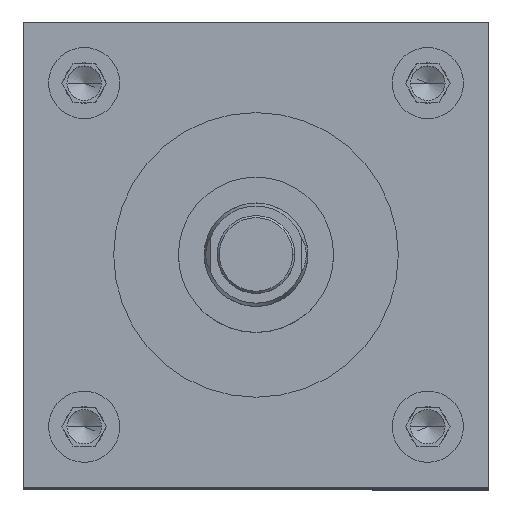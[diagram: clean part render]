
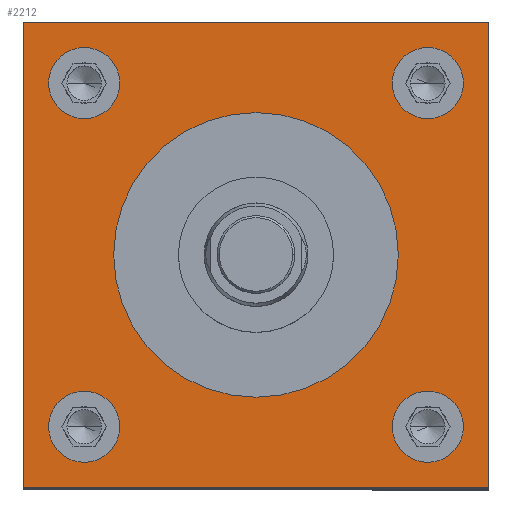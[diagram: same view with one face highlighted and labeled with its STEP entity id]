
A CAD part, top view. The second image highlights one B-rep face of the part: STEP entity #2212.
In plain terms, the highlighted planar face has unit normal (0, 0, 1).
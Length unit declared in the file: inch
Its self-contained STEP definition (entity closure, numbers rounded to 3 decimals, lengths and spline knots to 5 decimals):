
#7 = AXIS2_PLACEMENT_3D ( 'NONE', #1723, #5729, #4675 ) ;
#30 = DIRECTION ( 'NONE',  ( 1., 0., 0. ) ) ;
#124 = ORIENTED_EDGE ( 'NONE', *, *, #3661, .T. ) ;
#328 = CARTESIAN_POINT ( 'NONE',  ( 0., 0., 12.25 ) ) ;
#331 = CARTESIAN_POINT ( 'NONE',  ( -1.66, 1.66, 12.25 ) ) ;
#451 = VERTEX_POINT ( 'NONE', #5228 ) ;
#475 = CARTESIAN_POINT ( 'NONE',  ( -1.66, -1.66, 12.25 ) ) ;
#497 = CARTESIAN_POINT ( 'NONE',  ( -2.25, -2.25, 12.25 ) ) ;
#503 = CARTESIAN_POINT ( 'NONE',  ( -2.25, 2.25, 12.25 ) ) ;
#509 = CIRCLE ( 'NONE', #2615, 1.375 ) ;
#511 = DIRECTION ( 'NONE',  ( 0., 0., -1. ) ) ;
#580 = DIRECTION ( 'NONE',  ( 0., 0., 1. ) ) ;
#604 = AXIS2_PLACEMENT_3D ( 'NONE', #4835, #3012, #1071 ) ;
#627 = VECTOR ( 'NONE', #5431, 39.37008 ) ;
#639 = EDGE_LOOP ( 'NONE', ( #2004, #5637 ) ) ;
#707 = ORIENTED_EDGE ( 'NONE', *, *, #2770, .F. ) ;
#738 = VERTEX_POINT ( 'NONE', #4935 ) ;
#758 = ORIENTED_EDGE ( 'NONE', *, *, #4936, .F. ) ;
#819 = EDGE_LOOP ( 'NONE', ( #2340, #3179, #4819, #124 ) ) ;
#890 = CARTESIAN_POINT ( 'NONE',  ( 1.66, -1.66, 12.25 ) ) ;
#899 = DIRECTION ( 'NONE',  ( 1., 0., 0. ) ) ;
#909 = VERTEX_POINT ( 'NONE', #2709 ) ;
#932 = FACE_BOUND ( 'NONE', #639, .T. ) ;
#936 = LINE ( 'NONE', #3831, #4229 ) ;
#955 = CARTESIAN_POINT ( 'NONE',  ( 1.66, 1.66, 12.25 ) ) ;
#960 = PLANE ( 'NONE',  #2359 ) ;
#989 = DIRECTION ( 'NONE',  ( 1., 0., 0. ) ) ;
#1003 = CARTESIAN_POINT ( 'NONE',  ( 1.3165, -1.66, 12.25 ) ) ;
#1011 = CARTESIAN_POINT ( 'NONE',  ( 2.0035, 1.66, 12.25 ) ) ;
#1027 = CARTESIAN_POINT ( 'NONE',  ( 2.25, -2.25, 12.25 ) ) ;
#1051 = VERTEX_POINT ( 'NONE', #3009 ) ;
#1071 = DIRECTION ( 'NONE',  ( 1., 0., 0. ) ) ;
#1278 = CARTESIAN_POINT ( 'NONE',  ( 1.66, -1.66, 12.25 ) ) ;
#1293 = DIRECTION ( 'NONE',  ( 0., 0., 1. ) ) ;
#1394 = CIRCLE ( 'NONE', #5752, 0.3435 ) ;
#1420 = FACE_OUTER_BOUND ( 'NONE', #819, .T. ) ;
#1433 = VERTEX_POINT ( 'NONE', #5539 ) ;
#1516 = LINE ( 'NONE', #1027, #627 ) ;
#1531 = CARTESIAN_POINT ( 'NONE',  ( 0., 0., 12.25 ) ) ;
#1553 = VERTEX_POINT ( 'NONE', #5442 ) ;
#1630 = EDGE_CURVE ( 'NONE', #2571, #3355, #4941, .T. ) ;
#1648 = CIRCLE ( 'NONE', #2981, 0.3435 ) ;
#1660 = ORIENTED_EDGE ( 'NONE', *, *, #5101, .F. ) ;
#1717 = VERTEX_POINT ( 'NONE', #1003 ) ;
#1723 = CARTESIAN_POINT ( 'NONE',  ( -1.66, -1.66, 12.25 ) ) ;
#1747 = CARTESIAN_POINT ( 'NONE',  ( 1.66, 1.66, 12.25 ) ) ;
#1753 = EDGE_CURVE ( 'NONE', #2955, #5241, #936, .T. ) ;
#1860 = DIRECTION ( 'NONE',  ( 1., 0., 0. ) ) ;
#2004 = ORIENTED_EDGE ( 'NONE', *, *, #4914, .F. ) ;
#2026 = DIRECTION ( 'NONE',  ( -1., 0., 0. ) ) ;
#2066 = EDGE_LOOP ( 'NONE', ( #3676, #1660 ) ) ;
#2157 = VERTEX_POINT ( 'NONE', #3885 ) ;
#2184 = EDGE_CURVE ( 'NONE', #5241, #1433, #5250, .T. ) ;
#2194 = CARTESIAN_POINT ( 'NONE',  ( -2.25, 2.25, 12.25 ) ) ;
#2206 = CIRCLE ( 'NONE', #3843, 0.3435 ) ;
#2212 = ADVANCED_FACE ( 'NONE', ( #4302, #5310, #3823, #932, #5770, #1420 ), #960, .F. ) ;
#2274 = DIRECTION ( 'NONE',  ( 0., 0., 1. ) ) ;
#2323 = CARTESIAN_POINT ( 'NONE',  ( 2.25, 2.25, 12.25 ) ) ;
#2340 = ORIENTED_EDGE ( 'NONE', *, *, #1753, .T. ) ;
#2359 = AXIS2_PLACEMENT_3D ( 'NONE', #4843, #511, #3018 ) ;
#2495 = EDGE_CURVE ( 'NONE', #1553, #738, #5185, .T. ) ;
#2571 = VERTEX_POINT ( 'NONE', #1011 ) ;
#2615 = AXIS2_PLACEMENT_3D ( 'NONE', #328, #3395, #989 ) ;
#2629 = EDGE_LOOP ( 'NONE', ( #4352, #5633 ) ) ;
#2709 = CARTESIAN_POINT ( 'NONE',  ( -2.0035, 1.66, 12.25 ) ) ;
#2724 = CIRCLE ( 'NONE', #7, 0.3435 ) ;
#2770 = EDGE_CURVE ( 'NONE', #1051, #1717, #5768, .T. ) ;
#2955 = VERTEX_POINT ( 'NONE', #2194 ) ;
#2981 = AXIS2_PLACEMENT_3D ( 'NONE', #475, #1293, #6147 ) ;
#3009 = CARTESIAN_POINT ( 'NONE',  ( 2.0035, -1.66, 12.25 ) ) ;
#3012 = DIRECTION ( 'NONE',  ( 0., 0., 1. ) ) ;
#3018 = DIRECTION ( 'NONE',  ( -1., 0., 0. ) ) ;
#3037 = VERTEX_POINT ( 'NONE', #2323 ) ;
#3179 = ORIENTED_EDGE ( 'NONE', *, *, #2184, .T. ) ;
#3224 = CIRCLE ( 'NONE', #604, 0.3435 ) ;
#3355 = VERTEX_POINT ( 'NONE', #4970 ) ;
#3395 = DIRECTION ( 'NONE',  ( 0., 0., 1. ) ) ;
#3427 = LINE ( 'NONE', #503, #4636 ) ;
#3559 = EDGE_CURVE ( 'NONE', #738, #1553, #509, .T. ) ;
#3661 = EDGE_CURVE ( 'NONE', #3037, #2955, #3427, .T. ) ;
#3676 = ORIENTED_EDGE ( 'NONE', *, *, #4758, .F. ) ;
#3812 = DIRECTION ( 'NONE',  ( 0., 0., 1. ) ) ;
#3823 = FACE_BOUND ( 'NONE', #2066, .T. ) ;
#3831 = CARTESIAN_POINT ( 'NONE',  ( -2.25, -2.25, 12.25 ) ) ;
#3834 = VERTEX_POINT ( 'NONE', #4340 ) ;
#3843 = AXIS2_PLACEMENT_3D ( 'NONE', #955, #4360, #30 ) ;
#3885 = CARTESIAN_POINT ( 'NONE',  ( -1.3165, 1.66, 12.25 ) ) ;
#3953 = AXIS2_PLACEMENT_3D ( 'NONE', #331, #4175, #6084 ) ;
#4175 = DIRECTION ( 'NONE',  ( 0., 0., 1. ) ) ;
#4229 = VECTOR ( 'NONE', #4400, 39.37008 ) ;
#4237 = EDGE_LOOP ( 'NONE', ( #5927, #758 ) ) ;
#4257 = CIRCLE ( 'NONE', #3953, 0.3435 ) ;
#4302 = FACE_BOUND ( 'NONE', #6150, .T. ) ;
#4340 = CARTESIAN_POINT ( 'NONE',  ( -2.0035, -1.66, 12.25 ) ) ;
#4352 = ORIENTED_EDGE ( 'NONE', *, *, #3559, .F. ) ;
#4360 = DIRECTION ( 'NONE',  ( 0., 0., 1. ) ) ;
#4380 = DIRECTION ( 'NONE',  ( 1., 0., 0. ) ) ;
#4400 = DIRECTION ( 'NONE',  ( 0., -1., 0. ) ) ;
#4441 = EDGE_CURVE ( 'NONE', #1433, #3037, #1516, .T. ) ;
#4636 = VECTOR ( 'NONE', #2026, 39.37008 ) ;
#4668 = DIRECTION ( 'NONE',  ( 0., 0., 1. ) ) ;
#4675 = DIRECTION ( 'NONE',  ( 1., 0., 0. ) ) ;
#4758 = EDGE_CURVE ( 'NONE', #451, #3834, #1648, .T. ) ;
#4819 = ORIENTED_EDGE ( 'NONE', *, *, #4441, .T. ) ;
#4835 = CARTESIAN_POINT ( 'NONE',  ( -1.66, 1.66, 12.25 ) ) ;
#4843 = CARTESIAN_POINT ( 'NONE',  ( -2.25, 2.25, 12.25 ) ) ;
#4914 = EDGE_CURVE ( 'NONE', #2157, #909, #3224, .T. ) ;
#4935 = CARTESIAN_POINT ( 'NONE',  ( 1.375, 0., 12.25 ) ) ;
#4936 = EDGE_CURVE ( 'NONE', #3355, #2571, #2206, .T. ) ;
#4941 = CIRCLE ( 'NONE', #6230, 0.3435 ) ;
#4970 = CARTESIAN_POINT ( 'NONE',  ( 1.3165, 1.66, 12.25 ) ) ;
#4983 = AXIS2_PLACEMENT_3D ( 'NONE', #890, #3812, #1860 ) ;
#5101 = EDGE_CURVE ( 'NONE', #3834, #451, #2724, .T. ) ;
#5185 = CIRCLE ( 'NONE', #5974, 1.375 ) ;
#5228 = CARTESIAN_POINT ( 'NONE',  ( -1.3165, -1.66, 12.25 ) ) ;
#5241 = VERTEX_POINT ( 'NONE', #497 ) ;
#5250 = LINE ( 'NONE', #5369, #6003 ) ;
#5310 = FACE_BOUND ( 'NONE', #4237, .T. ) ;
#5369 = CARTESIAN_POINT ( 'NONE',  ( -2.25, -2.25, 12.25 ) ) ;
#5431 = DIRECTION ( 'NONE',  ( 0., 1., 0. ) ) ;
#5442 = CARTESIAN_POINT ( 'NONE',  ( -1.375, 0., 12.25 ) ) ;
#5539 = CARTESIAN_POINT ( 'NONE',  ( 2.25, -2.25, 12.25 ) ) ;
#5583 = EDGE_CURVE ( 'NONE', #1717, #1051, #1394, .T. ) ;
#5633 = ORIENTED_EDGE ( 'NONE', *, *, #2495, .F. ) ;
#5637 = ORIENTED_EDGE ( 'NONE', *, *, #5864, .F. ) ;
#5729 = DIRECTION ( 'NONE',  ( 0., 0., 1. ) ) ;
#5752 = AXIS2_PLACEMENT_3D ( 'NONE', #1278, #4668, #6130 ) ;
#5768 = CIRCLE ( 'NONE', #4983, 0.3435 ) ;
#5770 = FACE_BOUND ( 'NONE', #2629, .T. ) ;
#5864 = EDGE_CURVE ( 'NONE', #909, #2157, #4257, .T. ) ;
#5927 = ORIENTED_EDGE ( 'NONE', *, *, #1630, .F. ) ;
#5974 = AXIS2_PLACEMENT_3D ( 'NONE', #1531, #580, #4380 ) ;
#6003 = VECTOR ( 'NONE', #899, 39.37008 ) ;
#6061 = ORIENTED_EDGE ( 'NONE', *, *, #5583, .F. ) ;
#6084 = DIRECTION ( 'NONE',  ( 1., 0., 0. ) ) ;
#6128 = DIRECTION ( 'NONE',  ( 1., 0., 0. ) ) ;
#6130 = DIRECTION ( 'NONE',  ( 1., 0., 0. ) ) ;
#6147 = DIRECTION ( 'NONE',  ( 1., 0., 0. ) ) ;
#6150 = EDGE_LOOP ( 'NONE', ( #707, #6061 ) ) ;
#6230 = AXIS2_PLACEMENT_3D ( 'NONE', #1747, #2274, #6128 ) ;
